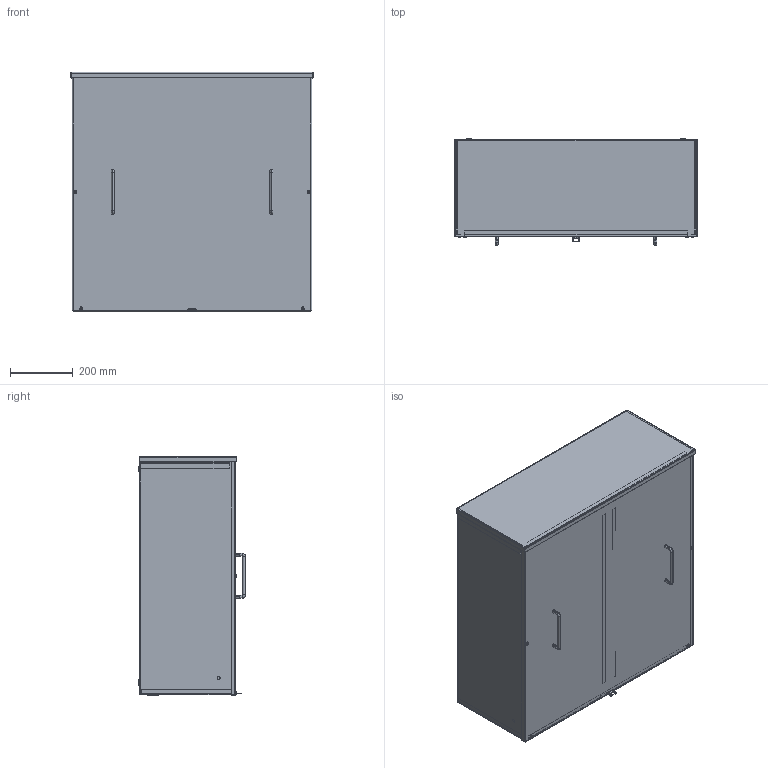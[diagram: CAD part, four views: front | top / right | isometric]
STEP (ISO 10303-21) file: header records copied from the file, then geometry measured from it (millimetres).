
FILE_DESCRIPTION (( 'STEP AP203' ), '1' );
FILE_NAME ('C3R303012SC_Default.step', '2019-11-12T22:55:00', ( '' ), ( '' ), 'SwSTEP 2.0', 'SolidWorks 2019', '' );
FILE_SCHEMA (( 'CONFIG_CONTROL_DESIGN' ));
Length unit declared in the file: inch
Products named in the file (1): C3R303012SC_Default
Bounding box: 775.18 x 342.35 x 765.43 mm (x, y, z)
Volume: 4285658.5 mm3; surface area: 4697351.2 mm2
Topology: 19 solids, 19 shells, 653 faces, 1627 edges, 1037 vertices
Faces by surface type: plane 342, cylinder 193, bspline 88, cone 30
Entity records: 22916 total; most frequent: CARTESIAN_POINT 7610, ORIENTED_EDGE 3250, DIRECTION 3081, EDGE_CURVE 1625, AXIS2_PLACEMENT_3D 1102, VERTEX_POINT 1037, LINE 877, VECTOR 877
